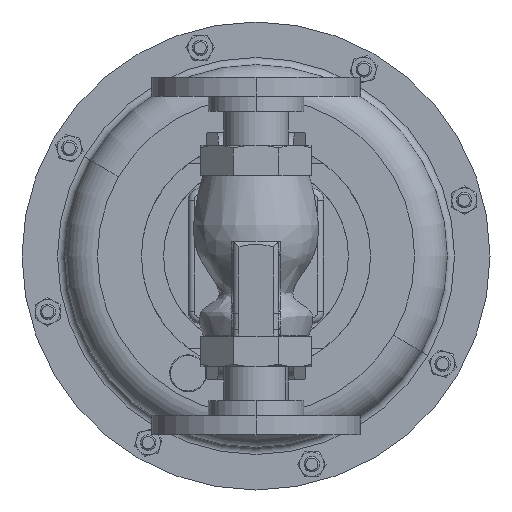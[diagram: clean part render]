
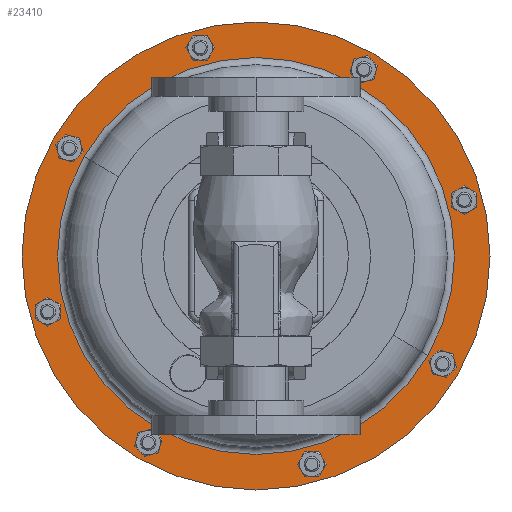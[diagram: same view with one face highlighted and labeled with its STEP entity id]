
A CAD part, front view. The second image highlights one B-rep face of the part: STEP entity #23410.
In plain terms, the highlighted planar face has unit normal (0, -1, 0).
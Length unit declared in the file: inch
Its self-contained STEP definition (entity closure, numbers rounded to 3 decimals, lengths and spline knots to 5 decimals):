
#318 = DIRECTION ( 'NONE',  ( 0.866, 0., -0.5 ) ) ;
#945 = DIRECTION ( 'NONE',  ( 0.866, 0., -0.5 ) ) ;
#1233 = AXIS2_PLACEMENT_3D ( 'NONE', #16486, #4001, #18539 ) ;
#2082 = FACE_OUTER_BOUND ( 'NONE', #21724, .T. ) ;
#2735 = VERTEX_POINT ( 'NONE', #11807 ) ;
#3036 = CARTESIAN_POINT ( 'NONE',  ( -2.375, 8.835, -6.36362 ) ) ;
#3196 = CARTESIAN_POINT ( 'NONE',  ( 3.48922, 8.835, -4.2645 ) ) ;
#3718 = VERTEX_POINT ( 'NONE', #26379 ) ;
#4001 = DIRECTION ( 'NONE',  ( 0., 1., 0. ) ) ;
#4302 = ORIENTED_EDGE ( 'NONE', *, *, #6614, .F. ) ;
#4871 = EDGE_CURVE ( 'NONE', #25371, #3718, #5268, .T. ) ;
#5127 = PLANE ( 'NONE',  #6284 ) ;
#5268 = CIRCLE ( 'NONE', #1233, 4.75 ) ;
#5904 = ORIENTED_EDGE ( 'NONE', *, *, #12103, .T. ) ;
#6075 = AXIS2_PLACEMENT_3D ( 'NONE', #25837, #13415, #945 ) ;
#6284 = AXIS2_PLACEMENT_3D ( 'NONE', #3036, #9223, #19692 ) ;
#6614 = EDGE_CURVE ( 'NONE', #3718, #25371, #26938, .T. ) ;
#6893 = ORIENTED_EDGE ( 'NONE', *, *, #4871, .F. ) ;
#7524 = AXIS2_PLACEMENT_3D ( 'NONE', #11906, #26396, #13969 ) ;
#9223 = DIRECTION ( 'NONE',  ( 0., -1., 0. ) ) ;
#11325 = EDGE_LOOP ( 'NONE', ( #5904, #23147 ) ) ;
#11807 = CARTESIAN_POINT ( 'NONE',  ( -3.48922, 8.835, -0.2355 ) ) ;
#11906 = CARTESIAN_POINT ( 'NONE',  ( 0., 8.835, -2.25 ) ) ;
#12103 = EDGE_CURVE ( 'NONE', #25178, #2735, #15152, .T. ) ;
#12789 = DIRECTION ( 'NONE',  ( 0., 1., 0. ) ) ;
#13415 = DIRECTION ( 'NONE',  ( 0., 1., 0. ) ) ;
#13969 = DIRECTION ( 'NONE',  ( 0.866, 0., -0.5 ) ) ;
#14661 = CIRCLE ( 'NONE', #7524, 4.029 ) ;
#15152 = CIRCLE ( 'NONE', #6075, 4.029 ) ;
#16486 = CARTESIAN_POINT ( 'NONE',  ( 0., 8.835, -2.25 ) ) ;
#16677 = CARTESIAN_POINT ( 'NONE',  ( -4.11362, 8.835, 0.125 ) ) ;
#18037 = FACE_BOUND ( 'NONE', #11325, .T. ) ;
#18539 = DIRECTION ( 'NONE',  ( 0.866, 0., -0.5 ) ) ;
#19692 = DIRECTION ( 'NONE',  ( -0.866, 0., 0.5 ) ) ;
#20513 = EDGE_CURVE ( 'NONE', #2735, #25178, #14661, .T. ) ;
#21724 = EDGE_LOOP ( 'NONE', ( #4302, #6893 ) ) ;
#23147 = ORIENTED_EDGE ( 'NONE', *, *, #20513, .T. ) ;
#23410 = ADVANCED_FACE ( 'NONE', ( #18037, #2082 ), #5127, .T. ) ;
#25178 = VERTEX_POINT ( 'NONE', #3196 ) ;
#25213 = CARTESIAN_POINT ( 'NONE',  ( 0., 8.835, -2.25 ) ) ;
#25371 = VERTEX_POINT ( 'NONE', #16677 ) ;
#25622 = AXIS2_PLACEMENT_3D ( 'NONE', #25213, #12789, #318 ) ;
#25837 = CARTESIAN_POINT ( 'NONE',  ( 0., 8.835, -2.25 ) ) ;
#26379 = CARTESIAN_POINT ( 'NONE',  ( 4.11362, 8.835, -4.625 ) ) ;
#26396 = DIRECTION ( 'NONE',  ( 0., 1., 0. ) ) ;
#26938 = CIRCLE ( 'NONE', #25622, 4.75 ) ;
